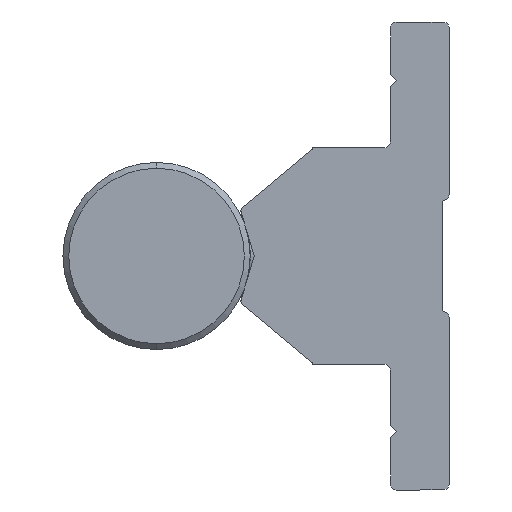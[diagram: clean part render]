
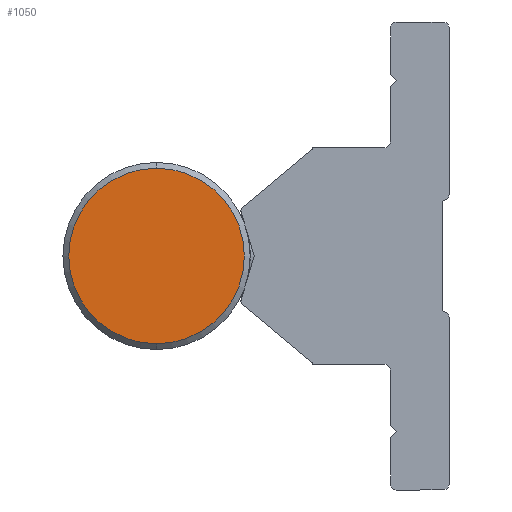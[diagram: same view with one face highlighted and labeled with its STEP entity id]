
A CAD part, left-side view. The second image highlights one B-rep face of the part: STEP entity #1050.
In plain terms, the highlighted planar face has unit normal (-1, 0, 0).
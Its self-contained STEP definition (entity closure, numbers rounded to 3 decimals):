
#29 = DIRECTION ( 'NONE',  ( 0., 0., 1. ) ) ;
#332 = EDGE_CURVE ( 'NONE', #1072, #6713, #3149, .T. ) ;
#1050 = ADVANCED_FACE ( 'NONE', ( #8100 ), #3583, .T. ) ;
#1072 = VERTEX_POINT ( 'NONE', #6531 ) ;
#1124 = AXIS2_PLACEMENT_3D ( 'NONE', #9389, #1867, #8507 ) ;
#1867 = DIRECTION ( 'NONE',  ( -1., 0., 0. ) ) ;
#2084 = EDGE_CURVE ( 'NONE', #6713, #1072, #10534, .T. ) ;
#3149 = CIRCLE ( 'NONE', #6571, 7.5 ) ;
#3583 = PLANE ( 'NONE',  #10475 ) ;
#4131 = CARTESIAN_POINT ( 'NONE',  ( -325., 0., 0. ) ) ;
#4530 = DIRECTION ( 'NONE',  ( -1., 0., 0. ) ) ;
#4684 = CARTESIAN_POINT ( 'NONE',  ( -325., -25., -500. ) ) ;
#5170 = DIRECTION ( 'NONE',  ( -1., 0., 0. ) ) ;
#6531 = CARTESIAN_POINT ( 'NONE',  ( -325., 0., -7.5 ) ) ;
#6559 = EDGE_LOOP ( 'NONE', ( #8578, #9374 ) ) ;
#6571 = AXIS2_PLACEMENT_3D ( 'NONE', #4131, #5170, #7847 ) ;
#6713 = VERTEX_POINT ( 'NONE', #8800 ) ;
#7847 = DIRECTION ( 'NONE',  ( 0., 0., 1. ) ) ;
#8100 = FACE_OUTER_BOUND ( 'NONE', #6559, .T. ) ;
#8507 = DIRECTION ( 'NONE',  ( 0., 0., 1. ) ) ;
#8578 = ORIENTED_EDGE ( 'NONE', *, *, #332, .T. ) ;
#8800 = CARTESIAN_POINT ( 'NONE',  ( -325., 0., 7.5 ) ) ;
#9374 = ORIENTED_EDGE ( 'NONE', *, *, #2084, .T. ) ;
#9389 = CARTESIAN_POINT ( 'NONE',  ( -325., 0., 0. ) ) ;
#10475 = AXIS2_PLACEMENT_3D ( 'NONE', #4684, #4530, #29 ) ;
#10534 = CIRCLE ( 'NONE', #1124, 7.5 ) ;
